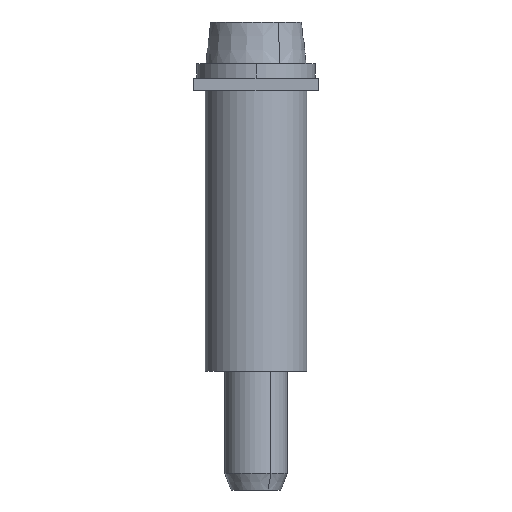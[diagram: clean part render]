
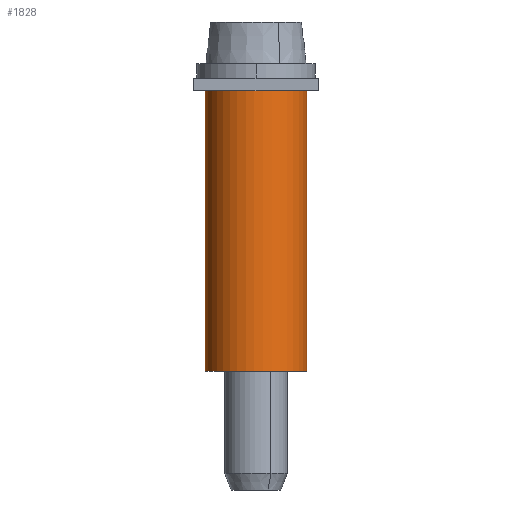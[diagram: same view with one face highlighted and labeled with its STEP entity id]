
A CAD part, left-side view. The second image highlights one B-rep face of the part: STEP entity #1828.
In plain terms, the highlighted cylindrical face has radius 2.45 mm (diameter 4.9 mm), a partial arc.
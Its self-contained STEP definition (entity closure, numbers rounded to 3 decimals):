
#1795=AXIS2_PLACEMENT_3D('Circle Axis2P3D',#1793,#1794,$) ;
#1808=AXIS2_PLACEMENT_3D('Cylinder Axis2P3D',#1805,#1806,#1807) ;
#1812=AXIS2_PLACEMENT_3D('Circle Axis2P3D',#1810,#1811,$) ;
#1719=CARTESIAN_POINT('Vertex',(2.352,0.555,5.7)) ;
#1735=CARTESIAN_POINT('Vertex',(2.352,0.555,19.2)) ;
#1738=CARTESIAN_POINT('Line Origine',(2.352,0.555,12.45)) ;
#1790=CARTESIAN_POINT('Vertex',(2.648,0.555,19.2)) ;
#1793=CARTESIAN_POINT('Axis2P3D Location',(2.5,3.,19.2)) ;
#1805=CARTESIAN_POINT('Axis2P3D Location',(2.5,3.,12.45)) ;
#1810=CARTESIAN_POINT('Axis2P3D Location',(2.5,3.,5.7)) ;
#1814=CARTESIAN_POINT('Vertex',(2.648,0.555,5.7)) ;
#1817=CARTESIAN_POINT('Line Origine',(2.648,0.555,12.45)) ;
#1739=DIRECTION('Vector Direction',(0.,0.,-1.)) ;
#1794=DIRECTION('Axis2P3D Direction',(0.,0.,1.)) ;
#1806=DIRECTION('Axis2P3D Direction',(0.,0.,1.)) ;
#1807=DIRECTION('Axis2P3D XDirection',(0.061,-0.998,0.)) ;
#1811=DIRECTION('Axis2P3D Direction',(0.,0.,1.)) ;
#1818=DIRECTION('Vector Direction',(0.,0.,1.)) ;
#1740=VECTOR('Line Direction',#1739,1.) ;
#1819=VECTOR('Line Direction',#1818,1.) ;
#1823=ORIENTED_EDGE('',*,*,#1816,.T.) ;
#1824=ORIENTED_EDGE('',*,*,#1742,.F.) ;
#1825=ORIENTED_EDGE('',*,*,#1797,.F.) ;
#1826=ORIENTED_EDGE('',*,*,#1821,.T.) ;
#1828=ADVANCED_FACE('VH_13.5_4.9_3.3_SAK4.2\\Body.2',(#1827),#1809,.T.) ;
#1796=CIRCLE('generated circle',#1795,2.45) ;
#1813=CIRCLE('generated circle',#1812,2.45) ;
#1809=CYLINDRICAL_SURFACE('generated cylinder',#1808,2.45) ;
#1742=EDGE_CURVE('',#1736,#1720,#1741,.T.) ;
#1797=EDGE_CURVE('',#1791,#1736,#1796,.T.) ;
#1816=EDGE_CURVE('',#1815,#1720,#1813,.T.) ;
#1821=EDGE_CURVE('',#1791,#1815,#1820,.F.) ;
#1822=EDGE_LOOP('',(#1823,#1824,#1825,#1826)) ;
#1827=FACE_OUTER_BOUND('',#1822,.T.) ;
#1741=LINE('Line',#1738,#1740) ;
#1820=LINE('Line',#1817,#1819) ;
#1720=VERTEX_POINT('',#1719) ;
#1736=VERTEX_POINT('',#1735) ;
#1791=VERTEX_POINT('',#1790) ;
#1815=VERTEX_POINT('',#1814) ;
